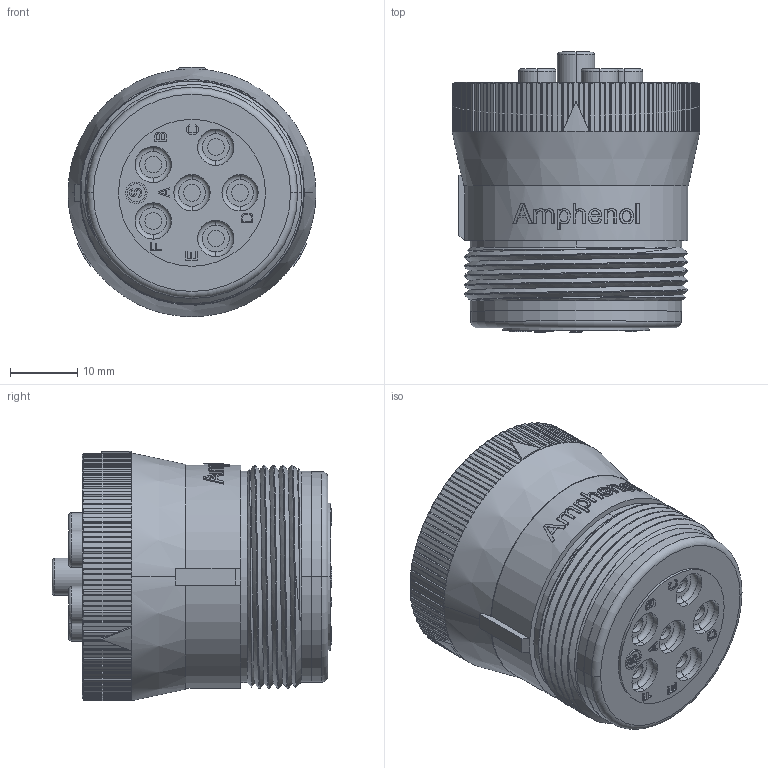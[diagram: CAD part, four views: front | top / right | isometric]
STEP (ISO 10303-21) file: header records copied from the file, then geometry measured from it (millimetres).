
FILE_DESCRIPTION((''),'2;1');
FILE_NAME('PL000348','2016-01-04T',('Orion.Li'),(''),'PRO/ENGINEER BY PARAMETRIC TECHNOLOGY CORPORATION, 2013230','PRO/ENGINEER BY PARAMETRIC TECHNOLOGY CORPORATION, 2013230','');
FILE_SCHEMA(('CONFIG_CONTROL_DESIGN'));
Length unit declared in the file: millimetre
Products named in the file (1): PL000348
Bounding box: 36.9 x 41.7 x 37.14 mm (x, y, z)
Volume: 28088.3 mm3; surface area: 10390.1 mm2
Topology: 1 solids, 7 shells, 1128 faces, 2979 edges, 1925 vertices
Faces by surface type: plane 633, cylinder 345, bspline 101, torus 31, cone 18
Entity records: 40703 total; most frequent: CARTESIAN_POINT 12722, ORIENTED_EDGE 5958, DIRECTION 5733, EDGE_CURVE 2979, AXIS2_PLACEMENT_3D 2016, VERTEX_POINT 1925, VECTOR 1701, LINE 1701
